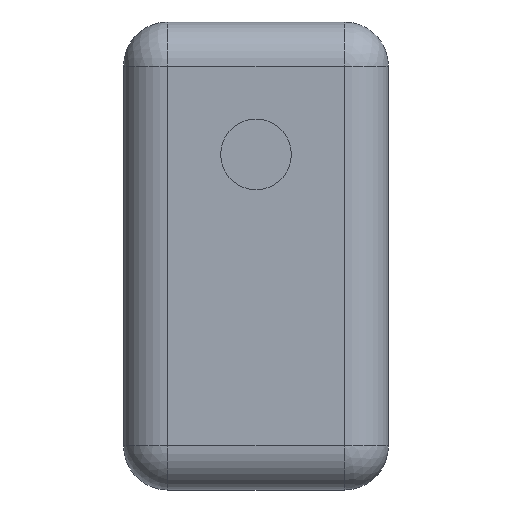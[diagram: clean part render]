
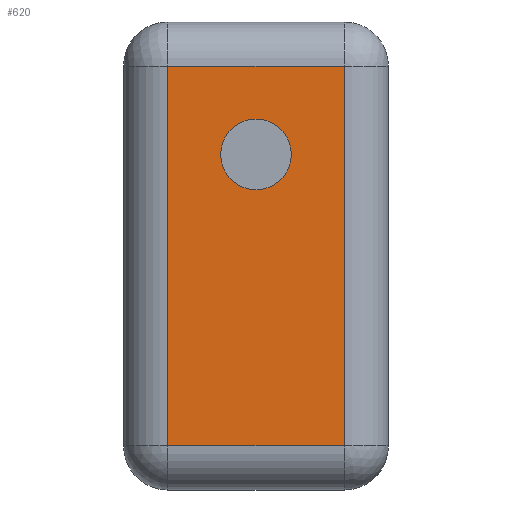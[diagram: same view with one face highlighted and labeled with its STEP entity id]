
A CAD part, left-side view. The second image highlights one B-rep face of the part: STEP entity #620.
In plain terms, the highlighted planar face has unit normal (-1, 0, 0).
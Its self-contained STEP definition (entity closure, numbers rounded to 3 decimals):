
#15=FACE_BOUND('',#112,.T.);
#22=PLANE('',#704);
#69=FACE_OUTER_BOUND('',#111,.T.);
#111=EDGE_LOOP('',(#504,#505,#506,#507));
#112=EDGE_LOOP('',(#508));
#154=CIRCLE('',#705,4.);
#181=LINE('',#1023,#230);
#184=LINE('',#1039,#233);
#186=LINE('',#1042,#235);
#190=LINE('',#1048,#239);
#230=VECTOR('',#819,10.);
#233=VECTOR('',#844,10.);
#235=VECTOR('',#848,10.);
#239=VECTOR('',#856,10.);
#281=VERTEX_POINT('',#981);
#289=VERTEX_POINT('',#998);
#290=VERTEX_POINT('',#1002);
#296=VERTEX_POINT('',#1027);
#300=VERTEX_POINT('',#1065);
#354=EDGE_CURVE('',#281,#290,#181,.T.);
#363=EDGE_CURVE('',#290,#296,#184,.T.);
#365=EDGE_CURVE('',#296,#289,#186,.T.);
#369=EDGE_CURVE('',#289,#281,#190,.T.);
#378=EDGE_CURVE('',#300,#300,#154,.T.);
#504=ORIENTED_EDGE('',*,*,#354,.F.);
#505=ORIENTED_EDGE('',*,*,#369,.F.);
#506=ORIENTED_EDGE('',*,*,#365,.F.);
#507=ORIENTED_EDGE('',*,*,#363,.F.);
#508=ORIENTED_EDGE('',*,*,#378,.T.);
#620=ADVANCED_FACE('',(#69,#15),#22,.T.);
#704=AXIS2_PLACEMENT_3D('',#1064,#874,#875);
#705=AXIS2_PLACEMENT_3D('',#1066,#876,#877);
#819=DIRECTION('',(0.,-1.,0.));
#844=DIRECTION('',(0.,0.,-1.));
#848=DIRECTION('',(0.,1.,0.));
#856=DIRECTION('',(0.,0.,1.));
#874=DIRECTION('center_axis',(-1.,0.,0.));
#875=DIRECTION('ref_axis',(0.,0.,1.));
#876=DIRECTION('center_axis',(1.,0.,0.));
#877=DIRECTION('ref_axis',(0.,-1.,0.));
#981=CARTESIAN_POINT('',(0.,25.,48.));
#998=CARTESIAN_POINT('',(0.,25.,5.));
#1002=CARTESIAN_POINT('',(0.,5.,48.));
#1023=CARTESIAN_POINT('',(0.,0.,48.));
#1027=CARTESIAN_POINT('',(0.,5.,5.));
#1039=CARTESIAN_POINT('',(0.,5.,13.25));
#1042=CARTESIAN_POINT('',(0.,0.,5.));
#1048=CARTESIAN_POINT('',(0.,25.,13.25));
#1064=CARTESIAN_POINT('Origin',(0.,0.,0.));
#1065=CARTESIAN_POINT('',(0.,19.,38.));
#1066=CARTESIAN_POINT('Origin',(0.,15.,38.));
